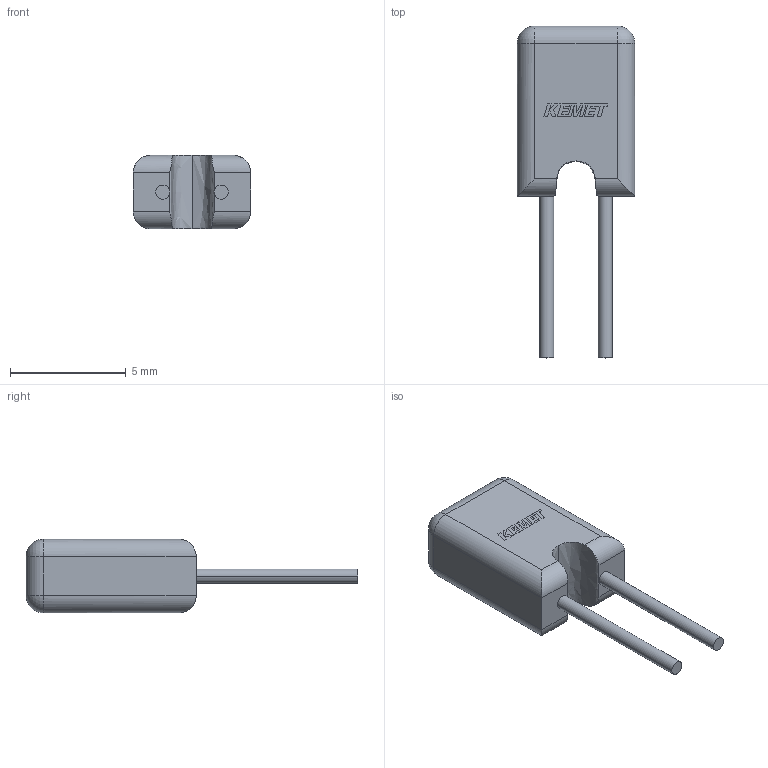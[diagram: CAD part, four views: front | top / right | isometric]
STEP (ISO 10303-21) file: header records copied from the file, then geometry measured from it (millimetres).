
FILE_DESCRIPTION(('STEP AP203'),'1');
FILE_NAME('c320c104k1r5ta.stp','2025-08-22T22:20:48',('TraceParts'),('TraceParts S.A.'),'Spatial InterOp 3D',' ',' ');
FILE_SCHEMA(('CONFIG_CONTROL_DESIGN'));
Length unit declared in the file: millimetre
Products named in the file (1): 1
Bounding box: 5.08 x 14.36 x 3.19 mm (x, y, z)
Volume: 109.7 mm3; surface area: 166.9 mm2
Topology: 4 solids, 4 shells, 88 faces, 224 edges, 140 vertices
Faces by surface type: plane 66, cylinder 16, sphere 4, bspline 2
Entity records: 2676 total; most frequent: CARTESIAN_POINT 542, ORIENTED_EDGE 440, DIRECTION 408, EDGE_CURVE 220, LINE 188, VECTOR 188, VERTEX_POINT 140, AXIS2_PLACEMENT_3D 110
